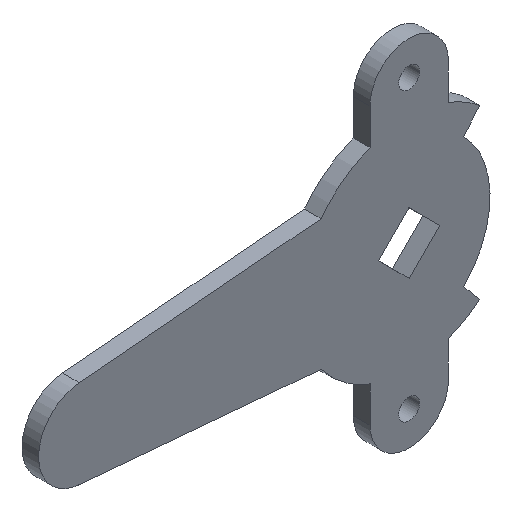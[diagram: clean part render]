
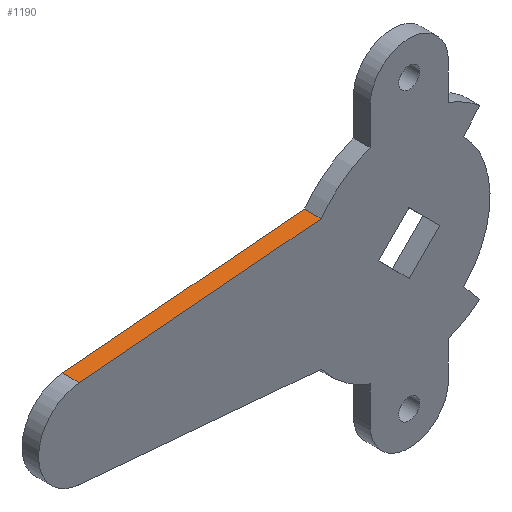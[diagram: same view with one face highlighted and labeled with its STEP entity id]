
A CAD part, isometric view. The second image highlights one B-rep face of the part: STEP entity #1190.
In plain terms, the highlighted free-form (B-spline) face has degree [1, 1] with [2, 2] control points.
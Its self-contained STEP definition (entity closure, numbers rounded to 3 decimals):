
#422=CARTESIAN_POINT('',(-63.237,0.0,8.468));
#423=VERTEX_POINT('',#422);
#439=CARTESIAN_POINT('',(-16.875,0.0,12.5));
#440=VERTEX_POINT('',#439);
#441=CARTESIAN_POINT('',(-63.237,0.0,8.468));
#442=CARTESIAN_POINT('',(-16.875,0.0,12.5));
#443=QUASI_UNIFORM_CURVE('',1,(#441,#442),.UNSPECIFIED.,.F.,.U.);
#444=EDGE_CURVE('',#423,#440,#443,.T.);
#790=CARTESIAN_POINT('',(-16.875,-3.2,12.5));
#791=VERTEX_POINT('',#790);
#805=CARTESIAN_POINT('',(-63.237,-3.2,8.468));
#806=VERTEX_POINT('',#805);
#807=CARTESIAN_POINT('',(-63.237,-3.2,8.468));
#808=CARTESIAN_POINT('',(-16.875,-3.2,12.5));
#809=QUASI_UNIFORM_CURVE('',1,(#807,#808),.UNSPECIFIED.,.F.,.U.);
#810=EDGE_CURVE('',#806,#791,#809,.T.);
#1165=CARTESIAN_POINT('',(-16.875,-3.2,12.5));
#1166=CARTESIAN_POINT('',(-16.875,0.0,12.5));
#1167=QUASI_UNIFORM_CURVE('',1,(#1165,#1166),.UNSPECIFIED.,.F.,.U.);
#1168=EDGE_CURVE('',#791,#440,#1167,.T.);
#1175=CARTESIAN_POINT('',(-65.552,-3.36,8.267));
#1176=CARTESIAN_POINT('',(-14.559,-3.36,12.701));
#1177=CARTESIAN_POINT('',(-65.552,0.16,8.267));
#1178=CARTESIAN_POINT('',(-14.559,0.16,12.701));
#1179=B_SPLINE_SURFACE_WITH_KNOTS('',1,1,((#1175,#1177),(#1176,#1178)),.UNSPECIFIED.,.F.,.F.,.U.,(2,2),(2,2),(0.0,51.186),(0.0,3.52),.UNSPECIFIED.);
#1180=ORIENTED_EDGE('',*,*,#444,.F.);
#1181=CARTESIAN_POINT('',(-63.237,-3.2,8.468));
#1182=CARTESIAN_POINT('',(-63.237,0.0,8.468));
#1183=QUASI_UNIFORM_CURVE('',1,(#1181,#1182),.UNSPECIFIED.,.F.,.U.);
#1184=EDGE_CURVE('',#806,#423,#1183,.T.);
#1185=ORIENTED_EDGE('',*,*,#1184,.F.);
#1186=ORIENTED_EDGE('',*,*,#810,.T.);
#1187=ORIENTED_EDGE('',*,*,#1168,.T.);
#1188=EDGE_LOOP('',(#1180,#1185,#1186,#1187));
#1189=FACE_OUTER_BOUND('',#1188,.T.);
#1190=ADVANCED_FACE('',(#1189),#1179,.T.);
